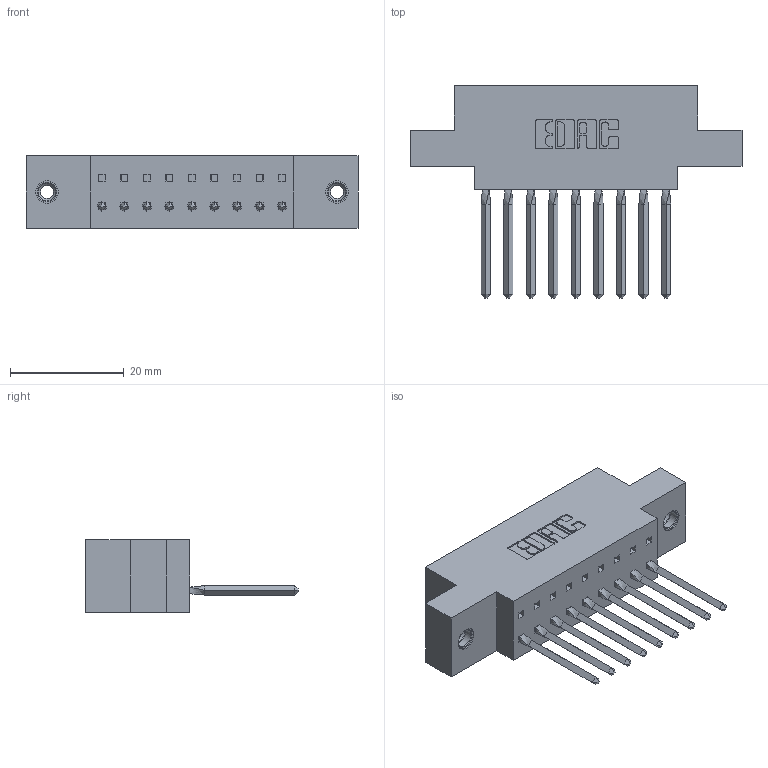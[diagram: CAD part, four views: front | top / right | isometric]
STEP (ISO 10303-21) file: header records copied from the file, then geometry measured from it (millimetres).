
FILE_DESCRIPTION (( 'STEP AP203' ), '1' );
FILE_NAME ('317-009-541-678.STEP', '2020-02-27T13:24:49', ( '' ), ( '' ), 'SwSTEP 2.0', 'SolidWorks 2016', '' );
FILE_SCHEMA (( 'CONFIG_CONTROL_DESIGN' ));
Length unit declared in the file: inch
Products named in the file (4): 317-009-541-678; 317-290-002_541; 317 Part_.156 Dia - TI; 345-250-001_345-250-003-102
Assembly tree (12 placements, depth 2):
  317-009-541-678
    317 Part_.156 Dia - TI
    317-290-002_541  x9
    345-250-001_345-250-003-102  x2
Bounding box: 58.37 x 37.34 x 12.7 mm (x, y, z)
Volume: 8444.3 mm3; surface area: 10853.7 mm2
Topology: 12 solids, 12 shells, 1530 faces, 4317 edges, 2804 vertices
Faces by surface type: plane 1206, cylinder 272, bspline 36, cone 12, torus 4
Entity records: 20059 total; most frequent: CARTESIAN_POINT 4159, ORIENTED_EDGE 3414, DIRECTION 2823, EDGE_CURVE 1707, VECTOR 1323, LINE 1323, VERTEX_POINT 1126, AXIS2_PLACEMENT_3D 750
